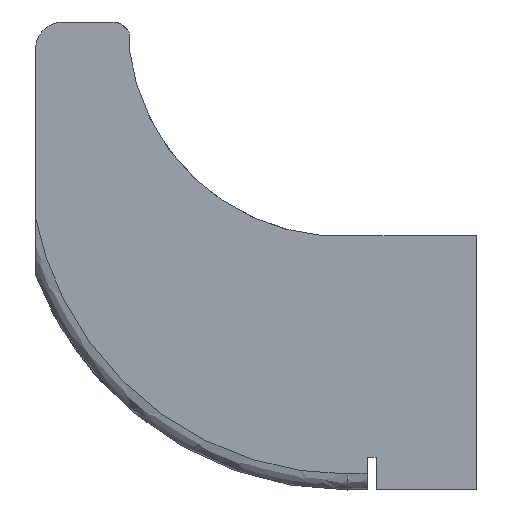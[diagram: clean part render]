
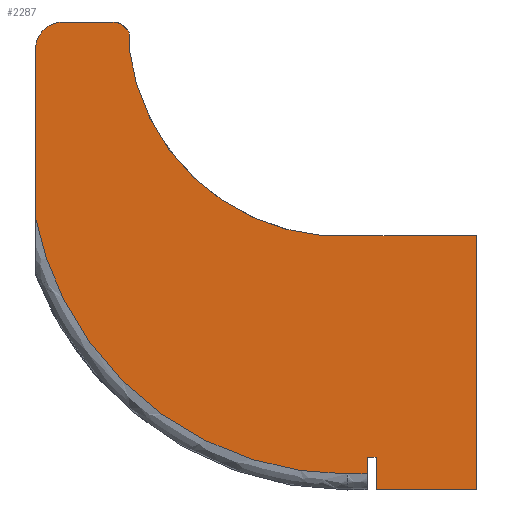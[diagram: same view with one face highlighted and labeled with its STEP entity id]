
A CAD part, left-side view. The second image highlights one B-rep face of the part: STEP entity #2287.
In plain terms, the highlighted planar face has unit normal (-1, 0, 0).
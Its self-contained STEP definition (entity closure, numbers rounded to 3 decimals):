
#28 = EDGE_CURVE ( 'NONE', #2702, #433, #3059, .T. ) ;
#36 = CARTESIAN_POINT ( 'NONE',  ( -57., 8.167, -8.298 ) ) ;
#39 = DIRECTION ( 'NONE',  ( 0., 0., -1. ) ) ;
#68 =( BOUNDED_CURVE ( )  B_SPLINE_CURVE ( 3, ( #1527, #1508, #1763, #1541 ),
 .UNSPECIFIED., .F., .T. ) 
 B_SPLINE_CURVE_WITH_KNOTS ( ( 4, 4 ),
 ( 0.044, 1. ),
 .UNSPECIFIED. ) 
 CURVE ( )  GEOMETRIC_REPRESENTATION_ITEM ( )  RATIONAL_B_SPLINE_CURVE ( ( 1., 0.849, 0.849, 1. ) ) 
 REPRESENTATION_ITEM ( '' )  );
#112 = ORIENTED_EDGE ( 'NONE', *, *, #591, .F. ) ;
#239 = EDGE_CURVE ( 'NONE', #1973, #1012, #2862, .T. ) ;
#275 = VECTOR ( 'NONE', #2852, 1000. ) ;
#280 = LINE ( 'NONE', #2942, #3159 ) ;
#333 = VERTEX_POINT ( 'NONE', #2258 ) ;
#382 = EDGE_CURVE ( 'NONE', #3149, #333, #68, .T. ) ;
#408 = LINE ( 'NONE', #586, #275 ) ;
#411 = CARTESIAN_POINT ( 'NONE',  ( -57., 8.167, 24.1 ) ) ;
#433 = VERTEX_POINT ( 'NONE', #3087 ) ;
#435 = VERTEX_POINT ( 'NONE', #36 ) ;
#438 = LINE ( 'NONE', #767, #2954 ) ;
#448 = DIRECTION ( 'NONE',  ( 0., 0., -1. ) ) ;
#499 = EDGE_CURVE ( 'NONE', #435, #3149, #1210, .T. ) ;
#526 = AXIS2_PLACEMENT_3D ( 'NONE', #935, #1963, #2969 ) ;
#571 = CIRCLE ( 'NONE', #526, 16. ) ;
#586 = CARTESIAN_POINT ( 'NONE',  ( -57., 7.5, 24.1 ) ) ;
#591 = EDGE_CURVE ( 'NONE', #3093, #1012, #754, .T. ) ;
#626 = DIRECTION ( 'NONE',  ( 0., 0., -1. ) ) ;
#639 = EDGE_CURVE ( 'NONE', #3192, #1195, #1969, .T. ) ;
#713 = DIRECTION ( 'NONE',  ( 0., -1., 0. ) ) ;
#754 = B_SPLINE_CURVE_WITH_KNOTS ( 'NONE', 3,
 ( #1582, #816, #2594, #2858, #2091, #1067 ),
 .UNSPECIFIED., .F., .F.,
 ( 4, 2, 4 ),
 ( 0., 0.5, 1. ),
 .UNSPECIFIED. ) ;
#767 = CARTESIAN_POINT ( 'NONE',  ( -57., 27.276, -9.5 ) ) ;
#786 = ORIENTED_EDGE ( 'NONE', *, *, #1037, .T. ) ;
#790 = AXIS2_PLACEMENT_3D ( 'NONE', #871, #1651, #626 ) ;
#816 = CARTESIAN_POINT ( 'NONE',  ( -57., 27.053, 25.51 ) ) ;
#827 = EDGE_CURVE ( 'NONE', #2755, #3093, #2839, .T. ) ;
#871 = CARTESIAN_POINT ( 'NONE',  ( -57., 27.276, 24.1 ) ) ;
#925 = ORIENTED_EDGE ( 'NONE', *, *, #239, .T. ) ;
#928 = CARTESIAN_POINT ( 'NONE',  ( -57., 27.276, 25.5 ) ) ;
#934 = DIRECTION ( 'NONE',  ( 0., 0., -1. ) ) ;
#935 = CARTESIAN_POINT ( 'NONE',  ( -57., 10.118, 25.44 ) ) ;
#961 = CARTESIAN_POINT ( 'NONE',  ( -57., 7.5, -9.5 ) ) ;
#990 = CARTESIAN_POINT ( 'NONE',  ( -57., 8.167, -8.298 ) ) ;
#1009 = VECTOR ( 'NONE', #1077, 1000. ) ;
#1012 = VERTEX_POINT ( 'NONE', #2581 ) ;
#1037 = EDGE_CURVE ( 'NONE', #1333, #333, #3162, .T. ) ;
#1039 = VECTOR ( 'NONE', #448, 1000. ) ;
#1040 = CARTESIAN_POINT ( 'NONE',  ( -57., 9.659, -8.345 ) ) ;
#1067 = CARTESIAN_POINT ( 'NONE',  ( -57., 26., 24.677 ) ) ;
#1077 = DIRECTION ( 'NONE',  ( 0., 0., -1. ) ) ;
#1181 = CARTESIAN_POINT ( 'NONE',  ( -57., 31., 23.5 ) ) ;
#1195 = VERTEX_POINT ( 'NONE', #3012 ) ;
#1210 =( BOUNDED_CURVE ( )  B_SPLINE_CURVE ( 3, ( #990, #2040, #2299, #2029 ),
 .UNSPECIFIED., .F., .F. ) 
 B_SPLINE_CURVE_WITH_KNOTS ( ( 4, 4 ),
 ( 0., 0.044 ),
 .UNSPECIFIED. ) 
 CURVE ( )  GEOMETRIC_REPRESENTATION_ITEM ( )  RATIONAL_B_SPLINE_CURVE ( ( 1., 1., 1., 1. ) ) 
 REPRESENTATION_ITEM ( '' )  );
#1254 = ORIENTED_EDGE ( 'NONE', *, *, #28, .T. ) ;
#1333 = VERTEX_POINT ( 'NONE', #3197 ) ;
#1394 = PLANE ( 'NONE',  #790 ) ;
#1503 = VECTOR ( 'NONE', #1776, 1000. ) ;
#1508 = CARTESIAN_POINT ( 'NONE',  ( -57., 21.516, -8.345 ) ) ;
#1509 = ORIENTED_EDGE ( 'NONE', *, *, #639, .F. ) ;
#1526 = CARTESIAN_POINT ( 'NONE',  ( -57., 27.33, 25.5 ) ) ;
#1527 = CARTESIAN_POINT ( 'NONE',  ( -57., 9.659, -8.345 ) ) ;
#1541 = CARTESIAN_POINT ( 'NONE',  ( -57., 33., 10.804 ) ) ;
#1549 = EDGE_CURVE ( 'NONE', #1973, #2364, #571, .T. ) ;
#1582 = CARTESIAN_POINT ( 'NONE',  ( -57., 27.33, 25.5 ) ) ;
#1637 = VECTOR ( 'NONE', #2629, 1000. ) ;
#1651 = DIRECTION ( 'NONE',  ( 1., 0., 0. ) ) ;
#1691 = DIRECTION ( 'NONE',  ( 0., -1., 0. ) ) ;
#1701 = ORIENTED_EDGE ( 'NONE', *, *, #1549, .F. ) ;
#1729 = VECTOR ( 'NONE', #39, 1000. ) ;
#1763 = CARTESIAN_POINT ( 'NONE',  ( -57., 30.683, -0.824 ) ) ;
#1776 = DIRECTION ( 'NONE',  ( 0., -1., 0. ) ) ;
#1885 = CARTESIAN_POINT ( 'NONE',  ( -57., 26., 24.677 ) ) ;
#1921 = CARTESIAN_POINT ( 'NONE',  ( -57., 11.5, 9.5 ) ) ;
#1932 = ORIENTED_EDGE ( 'NONE', *, *, #3291, .F. ) ;
#1963 = DIRECTION ( 'NONE',  ( -1., 0., 0. ) ) ;
#1969 = LINE ( 'NONE', #2606, #1009 ) ;
#1973 = VERTEX_POINT ( 'NONE', #2275 ) ;
#2027 = CARTESIAN_POINT ( 'NONE',  ( -57., 8.167, -7.095 ) ) ;
#2029 = CARTESIAN_POINT ( 'NONE',  ( -57., 9.659, -8.345 ) ) ;
#2030 = CIRCLE ( 'NONE', #2736, 2. ) ;
#2040 = CARTESIAN_POINT ( 'NONE',  ( -57., 8.664, -8.329 ) ) ;
#2057 = EDGE_CURVE ( 'NONE', #2364, #3192, #280, .T. ) ;
#2091 = CARTESIAN_POINT ( 'NONE',  ( -57., 26.114, 24.929 ) ) ;
#2144 = ORIENTED_EDGE ( 'NONE', *, *, #3083, .F. ) ;
#2204 = LINE ( 'NONE', #411, #1039 ) ;
#2258 = CARTESIAN_POINT ( 'NONE',  ( -57., 33., 10.804 ) ) ;
#2275 = CARTESIAN_POINT ( 'NONE',  ( -57., 26., 23.5 ) ) ;
#2287 = ADVANCED_FACE ( 'NONE', ( #2876 ), #1394, .F. ) ;
#2298 = CARTESIAN_POINT ( 'NONE',  ( -57., 31., 25.5 ) ) ;
#2299 = CARTESIAN_POINT ( 'NONE',  ( -57., 9.161, -8.344 ) ) ;
#2364 = VERTEX_POINT ( 'NONE', #1921 ) ;
#2366 = CARTESIAN_POINT ( 'NONE',  ( -57., 0., 9.5 ) ) ;
#2418 = EDGE_CURVE ( 'NONE', #1333, #2755, #2030, .T. ) ;
#2530 = CARTESIAN_POINT ( 'NONE',  ( -57., 7.5, -7.095 ) ) ;
#2549 = ORIENTED_EDGE ( 'NONE', *, *, #382, .F. ) ;
#2557 = DIRECTION ( 'NONE',  ( 0., 1., 0. ) ) ;
#2570 = ORIENTED_EDGE ( 'NONE', *, *, #2938, .F. ) ;
#2578 = ORIENTED_EDGE ( 'NONE', *, *, #499, .F. ) ;
#2581 = CARTESIAN_POINT ( 'NONE',  ( -57., 26., 24.677 ) ) ;
#2587 = VERTEX_POINT ( 'NONE', #961 ) ;
#2594 = CARTESIAN_POINT ( 'NONE',  ( -57., 26.775, 25.437 ) ) ;
#2606 = CARTESIAN_POINT ( 'NONE',  ( -57., 0., 24.1 ) ) ;
#2629 = DIRECTION ( 'NONE',  ( 0., 0., 1. ) ) ;
#2702 = VERTEX_POINT ( 'NONE', #2027 ) ;
#2714 = ORIENTED_EDGE ( 'NONE', *, *, #2418, .F. ) ;
#2721 = EDGE_LOOP ( 'NONE', ( #2570, #1254, #1932, #2144, #1509, #3085, #1701, #925, #112, #2734, #2714, #786, #2549, #2578 ) ) ;
#2734 = ORIENTED_EDGE ( 'NONE', *, *, #827, .F. ) ;
#2736 = AXIS2_PLACEMENT_3D ( 'NONE', #1181, #2999, #934 ) ;
#2755 = VERTEX_POINT ( 'NONE', #2298 ) ;
#2839 = LINE ( 'NONE', #928, #3078 ) ;
#2852 = DIRECTION ( 'NONE',  ( 0., 0., 1. ) ) ;
#2858 = CARTESIAN_POINT ( 'NONE',  ( -57., 26.304, 25.146 ) ) ;
#2862 = LINE ( 'NONE', #1885, #1637 ) ;
#2876 = FACE_OUTER_BOUND ( 'NONE', #2721, .T. ) ;
#2938 = EDGE_CURVE ( 'NONE', #2702, #435, #2204, .T. ) ;
#2942 = CARTESIAN_POINT ( 'NONE',  ( -57., 27.276, 9.5 ) ) ;
#2954 = VECTOR ( 'NONE', #2557, 1000. ) ;
#2969 = DIRECTION ( 'NONE',  ( 0., 0., -1. ) ) ;
#2999 = DIRECTION ( 'NONE',  ( 1., 0., 0. ) ) ;
#3012 = CARTESIAN_POINT ( 'NONE',  ( -57., 0., -9.5 ) ) ;
#3059 = LINE ( 'NONE', #2530, #1503 ) ;
#3078 = VECTOR ( 'NONE', #713, 1000. ) ;
#3083 = EDGE_CURVE ( 'NONE', #1195, #2587, #438, .T. ) ;
#3085 = ORIENTED_EDGE ( 'NONE', *, *, #2057, .F. ) ;
#3087 = CARTESIAN_POINT ( 'NONE',  ( -57., 7.5, -7.095 ) ) ;
#3093 = VERTEX_POINT ( 'NONE', #1526 ) ;
#3099 = CARTESIAN_POINT ( 'NONE',  ( -57., 33., 6.5 ) ) ;
#3149 = VERTEX_POINT ( 'NONE', #1040 ) ;
#3159 = VECTOR ( 'NONE', #1691, 1000. ) ;
#3162 = LINE ( 'NONE', #3099, #1729 ) ;
#3192 = VERTEX_POINT ( 'NONE', #2366 ) ;
#3197 = CARTESIAN_POINT ( 'NONE',  ( -57., 33., 23.5 ) ) ;
#3291 = EDGE_CURVE ( 'NONE', #2587, #433, #408, .T. ) ;
